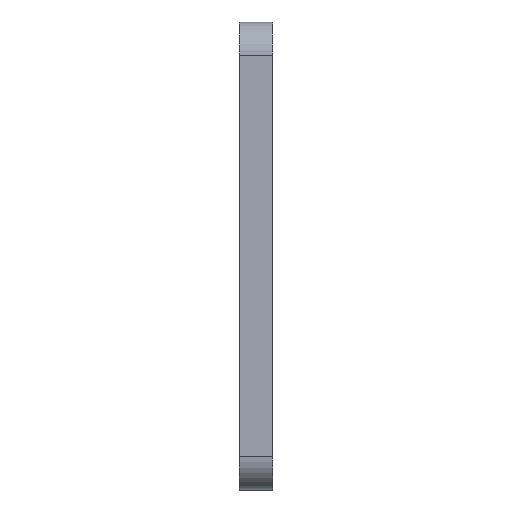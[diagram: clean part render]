
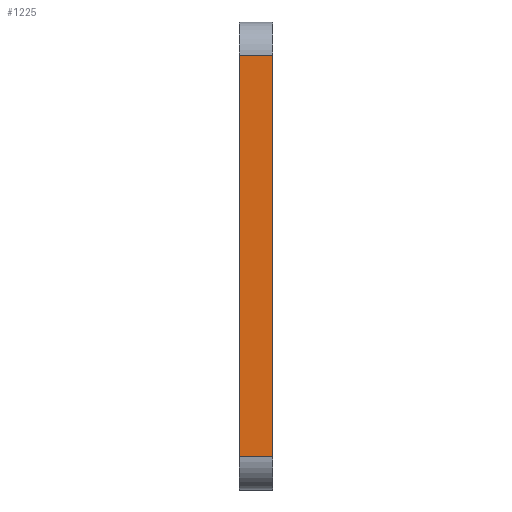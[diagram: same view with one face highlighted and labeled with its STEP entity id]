
A CAD part, left-side view. The second image highlights one B-rep face of the part: STEP entity #1225.
In plain terms, the highlighted planar face has unit normal (-1, 0, 0).
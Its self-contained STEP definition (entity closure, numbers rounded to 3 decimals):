
#30 = VECTOR ( 'NONE', #853, 1000. ) ;
#37 = VERTEX_POINT ( 'NONE', #1718 ) ;
#151 = DIRECTION ( 'NONE',  ( 1., 0., 0. ) ) ;
#159 = CARTESIAN_POINT ( 'NONE',  ( -99., 5., 107.5 ) ) ;
#162 = AXIS2_PLACEMENT_3D ( 'NONE', #159, #151, #1142 ) ;
#163 = EDGE_LOOP ( 'NONE', ( #1500, #1130, #1504, #497 ) ) ;
#205 = LINE ( 'NONE', #1307, #1324 ) ;
#230 = DIRECTION ( 'NONE',  ( 0., -1., 0. ) ) ;
#370 = CARTESIAN_POINT ( 'NONE',  ( -99., 5., -30. ) ) ;
#384 = LINE ( 'NONE', #1499, #1744 ) ;
#398 = EDGE_CURVE ( 'NONE', #1132, #37, #493, .T. ) ;
#493 = LINE ( 'NONE', #712, #30 ) ;
#497 = ORIENTED_EDGE ( 'NONE', *, *, #398, .T. ) ;
#540 = CARTESIAN_POINT ( 'NONE',  ( -99., 0., 107.5 ) ) ;
#575 = VERTEX_POINT ( 'NONE', #370 ) ;
#712 = CARTESIAN_POINT ( 'NONE',  ( -99., 5., 30. ) ) ;
#811 = DIRECTION ( 'NONE',  ( 0., 0., 1. ) ) ;
#853 = DIRECTION ( 'NONE',  ( 0., 1., 0. ) ) ;
#856 = PLANE ( 'NONE',  #162 ) ;
#1130 = ORIENTED_EDGE ( 'NONE', *, *, #1512, .T. ) ;
#1132 = VERTEX_POINT ( 'NONE', #1658 ) ;
#1142 = DIRECTION ( 'NONE',  ( 0., 0., -1. ) ) ;
#1225 = ADVANCED_FACE ( 'NONE', ( #1575 ), #856, .F. ) ;
#1307 = CARTESIAN_POINT ( 'NONE',  ( -99., 5., 107.5 ) ) ;
#1324 = VECTOR ( 'NONE', #1604, 1000. ) ;
#1406 = VECTOR ( 'NONE', #811, 1000. ) ;
#1418 = EDGE_CURVE ( 'NONE', #575, #37, #205, .T. ) ;
#1498 = LINE ( 'NONE', #540, #1406 ) ;
#1499 = CARTESIAN_POINT ( 'NONE',  ( -99., 5., -30. ) ) ;
#1500 = ORIENTED_EDGE ( 'NONE', *, *, #1418, .F. ) ;
#1504 = ORIENTED_EDGE ( 'NONE', *, *, #1800, .T. ) ;
#1512 = EDGE_CURVE ( 'NONE', #575, #1748, #384, .T. ) ;
#1575 = FACE_OUTER_BOUND ( 'NONE', #163, .T. ) ;
#1604 = DIRECTION ( 'NONE',  ( 0., 0., 1. ) ) ;
#1631 = CARTESIAN_POINT ( 'NONE',  ( -99., 0., -30. ) ) ;
#1658 = CARTESIAN_POINT ( 'NONE',  ( -99., 0., 30. ) ) ;
#1718 = CARTESIAN_POINT ( 'NONE',  ( -99., 5., 30. ) ) ;
#1744 = VECTOR ( 'NONE', #230, 1000. ) ;
#1748 = VERTEX_POINT ( 'NONE', #1631 ) ;
#1800 = EDGE_CURVE ( 'NONE', #1748, #1132, #1498, .T. ) ;
